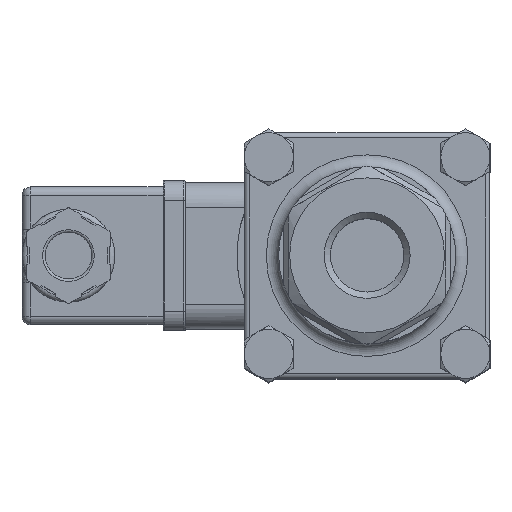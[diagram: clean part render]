
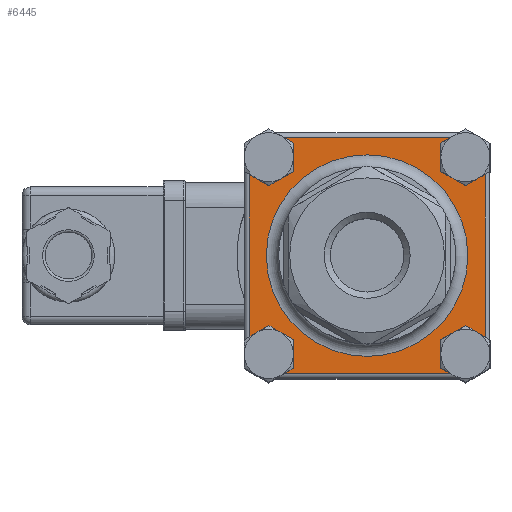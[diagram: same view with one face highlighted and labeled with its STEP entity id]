
A CAD part, top view. The second image highlights one B-rep face of the part: STEP entity #6445.
In plain terms, the highlighted planar face has unit normal (0, 0, 1).
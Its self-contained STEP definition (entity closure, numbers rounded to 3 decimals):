
#390=FACE_BOUND('',#1079,.T.);
#688=FACE_OUTER_BOUND('',#1078,.T.);
#1078=EDGE_LOOP('',(#5289,#5290,#5291,#5292,#5293,#5294,#5295,#5296,#5297,
#5298));
#1079=EDGE_LOOP('',(#5299));
#1518=LINE('',#11382,#1943);
#1521=LINE('',#11388,#1946);
#1522=LINE('',#11400,#1947);
#1525=LINE('',#11406,#1950);
#1943=VECTOR('',#8725,10.);
#1946=VECTOR('',#8732,10.);
#1947=VECTOR('',#8749,10.);
#1950=VECTOR('',#8756,10.);
#2196=CIRCLE('',#6919,4.45);
#2197=CIRCLE('',#6920,4.45);
#2214=CIRCLE('',#6966,4.45);
#2215=CIRCLE('',#6967,4.45);
#2232=CIRCLE('',#7015,4.45);
#2251=CIRCLE('',#7063,4.45);
#2277=CIRCLE('',#7124,20.5);
#2676=VERTEX_POINT('',#10468);
#2677=VERTEX_POINT('',#10469);
#2678=VERTEX_POINT('',#10471);
#2719=VERTEX_POINT('',#10657);
#2720=VERTEX_POINT('',#10658);
#2721=VERTEX_POINT('',#10660);
#2767=VERTEX_POINT('',#10876);
#2768=VERTEX_POINT('',#10877);
#2811=VERTEX_POINT('',#11067);
#2812=VERTEX_POINT('',#11068);
#2848=VERTEX_POINT('',#11419);
#3399=EDGE_CURVE('',#2678,#2676,#2196,.T.);
#3401=EDGE_CURVE('',#2677,#2678,#2197,.T.);
#3468=EDGE_CURVE('',#2721,#2719,#2214,.T.);
#3470=EDGE_CURVE('',#2720,#2721,#2215,.T.);
#3543=EDGE_CURVE('',#2767,#2768,#2232,.T.);
#3613=EDGE_CURVE('',#2811,#2812,#2251,.T.);
#3670=EDGE_CURVE('',#2811,#2719,#1518,.T.);
#3674=EDGE_CURVE('',#2720,#2676,#1521,.T.);
#3680=EDGE_CURVE('',#2767,#2812,#1522,.T.);
#3684=EDGE_CURVE('',#2677,#2768,#1525,.T.);
#3691=EDGE_CURVE('',#2848,#2848,#2277,.T.);
#5289=ORIENTED_EDGE('',*,*,#3401,.T.);
#5290=ORIENTED_EDGE('',*,*,#3399,.T.);
#5291=ORIENTED_EDGE('',*,*,#3674,.F.);
#5292=ORIENTED_EDGE('',*,*,#3470,.T.);
#5293=ORIENTED_EDGE('',*,*,#3468,.T.);
#5294=ORIENTED_EDGE('',*,*,#3670,.F.);
#5295=ORIENTED_EDGE('',*,*,#3613,.T.);
#5296=ORIENTED_EDGE('',*,*,#3680,.F.);
#5297=ORIENTED_EDGE('',*,*,#3543,.T.);
#5298=ORIENTED_EDGE('',*,*,#3684,.F.);
#5299=ORIENTED_EDGE('',*,*,#3691,.F.);
#5746=PLANE('',#7123);
#6445=ADVANCED_FACE('',(#688,#390),#5746,.T.);
#6919=AXIS2_PLACEMENT_3D('',#10472,#8243,#8244);
#6920=AXIS2_PLACEMENT_3D('',#10474,#8246,#8247);
#6966=AXIS2_PLACEMENT_3D('',#10661,#8364,#8365);
#6967=AXIS2_PLACEMENT_3D('',#10663,#8367,#8368);
#7015=AXIS2_PLACEMENT_3D('',#10878,#8493,#8494);
#7063=AXIS2_PLACEMENT_3D('',#11069,#8616,#8617);
#7123=AXIS2_PLACEMENT_3D('',#11418,#8774,#8775);
#7124=AXIS2_PLACEMENT_3D('',#11420,#8776,#8777);
#8243=DIRECTION('center_axis',(0.,0.,-1.));
#8244=DIRECTION('ref_axis',(0.,1.,0.));
#8246=DIRECTION('center_axis',(0.,0.,-1.));
#8247=DIRECTION('ref_axis',(0.,1.,0.));
#8364=DIRECTION('center_axis',(0.,0.,-1.));
#8365=DIRECTION('ref_axis',(0.,1.,0.));
#8367=DIRECTION('center_axis',(0.,0.,-1.));
#8368=DIRECTION('ref_axis',(0.,1.,0.));
#8493=DIRECTION('center_axis',(0.,0.,-1.));
#8494=DIRECTION('ref_axis',(0.,1.,0.));
#8616=DIRECTION('center_axis',(0.,0.,-1.));
#8617=DIRECTION('ref_axis',(0.,1.,0.));
#8725=DIRECTION('',(0.,1.,0.));
#8732=DIRECTION('',(1.,0.,0.));
#8749=DIRECTION('',(-1.,0.,0.));
#8756=DIRECTION('',(0.,-1.,0.));
#8774=DIRECTION('center_axis',(0.,0.,1.));
#8775=DIRECTION('ref_axis',(1.,0.,0.));
#8776=DIRECTION('center_axis',(0.,0.,1.));
#8777=DIRECTION('ref_axis',(-1.,0.,0.));
#10468=CARTESIAN_POINT('',(18.05,24.,8.5));
#10469=CARTESIAN_POINT('',(24.,18.05,8.5));
#10471=CARTESIAN_POINT('',(20.,15.55,8.5));
#10472=CARTESIAN_POINT('Origin',(20.,20.,8.5));
#10474=CARTESIAN_POINT('Origin',(20.,20.,8.5));
#10657=CARTESIAN_POINT('',(-24.,18.05,8.5));
#10658=CARTESIAN_POINT('',(-18.05,24.,8.5));
#10660=CARTESIAN_POINT('',(-20.,15.55,8.5));
#10661=CARTESIAN_POINT('Origin',(-20.,20.,8.5));
#10663=CARTESIAN_POINT('Origin',(-20.,20.,8.5));
#10876=CARTESIAN_POINT('',(18.05,-24.,8.5));
#10877=CARTESIAN_POINT('',(24.,-18.05,8.5));
#10878=CARTESIAN_POINT('Origin',(20.,-20.,8.5));
#11067=CARTESIAN_POINT('',(-24.,-18.05,8.5));
#11068=CARTESIAN_POINT('',(-18.05,-24.,8.5));
#11069=CARTESIAN_POINT('Origin',(-20.,-20.,8.5));
#11382=CARTESIAN_POINT('',(-24.,-12.5,8.5));
#11388=CARTESIAN_POINT('',(-12.5,24.,8.5));
#11400=CARTESIAN_POINT('',(12.5,-24.,8.5));
#11406=CARTESIAN_POINT('',(24.,12.5,8.5));
#11418=CARTESIAN_POINT('Origin',(0.,0.,8.5));
#11419=CARTESIAN_POINT('',(-20.5,0.,8.5));
#11420=CARTESIAN_POINT('Origin',(0.,0.,8.5));
